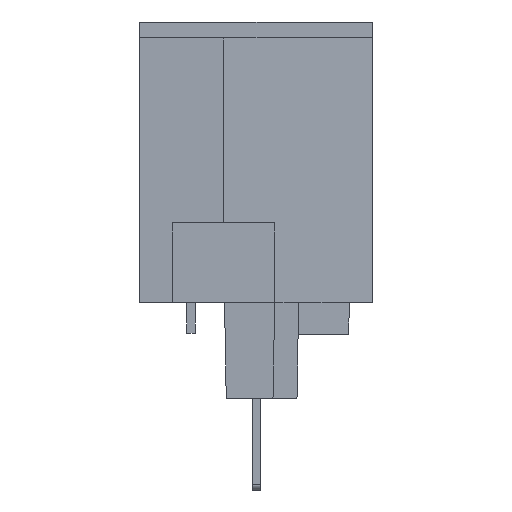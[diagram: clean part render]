
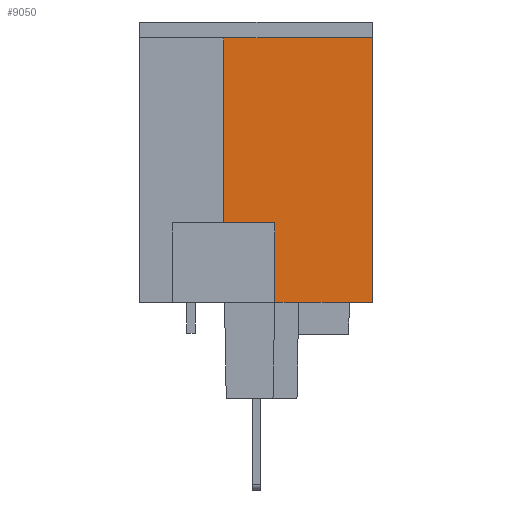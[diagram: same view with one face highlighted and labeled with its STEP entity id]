
A CAD part, left-side view. The second image highlights one B-rep face of the part: STEP entity #9050.
In plain terms, the highlighted face is planar.
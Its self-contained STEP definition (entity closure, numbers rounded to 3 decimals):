
#8420=CARTESIAN_POINT('',(43.111,85.28,
-62.527));
#8430=DIRECTION('',(-0.017,0.,
-1.));
#8440=DIRECTION('',(-1.,0.,
0.017));
#8450=AXIS2_PLACEMENT_3D('',#8420,#8430,#8440);
#8460=PLANE('',#8450);
#8470=CARTESIAN_POINT('',(25.826,78.072,
-62.225));
#8480=DIRECTION('',(0.,1.,0.));
#8490=VECTOR('',#8480,1.);
#8500=LINE('',#8470,#8490);
#8510=CARTESIAN_POINT('',(25.826,74.742,
-62.225));
#8520=VERTEX_POINT('',#8510);
#8530=CARTESIAN_POINT('',(25.826,99.542,
-62.225));
#8540=VERTEX_POINT('',#8530);
#8550=EDGE_CURVE('',#8520,#8540,#8500,.T.);
#8560=ORIENTED_EDGE('',*,*,#8550,.T.);
#8570=CARTESIAN_POINT('',(36.909,74.742,
-62.418));
#8580=DIRECTION('',(1.,0.,-0.017));
#8590=VECTOR('',#8580,1.);
#8600=LINE('',#8570,#8590);
#8610=CARTESIAN_POINT('',(27.984,74.742,
-62.263));
#8620=VERTEX_POINT('',#8610);
#8630=EDGE_CURVE('',#8520,#8620,#8600,.T.);
#8640=ORIENTED_EDGE('',*,*,#8630,.F.);
#8650=CARTESIAN_POINT('',(36.909,74.742,
-62.418));
#8660=DIRECTION('',(1.,0.,-0.017));
#8670=VECTOR('',#8660,1.);
#8680=LINE('',#8650,#8670);
#8690=CARTESIAN_POINT('',(34.976,74.742,
-62.385));
#8700=VERTEX_POINT('',#8690);
#8710=EDGE_CURVE('',#8620,#8700,#8680,.T.);
#8720=ORIENTED_EDGE('',*,*,#8710,.F.);
#8730=CARTESIAN_POINT('',(34.976,78.072,
-62.385));
#8740=DIRECTION('',(0.,-1.,0.));
#8750=VECTOR('',#8740,1.);
#8760=LINE('',#8730,#8750);
#8770=CARTESIAN_POINT('',(34.976,82.192,-62.385));
#8780=VERTEX_POINT('',#8770);
#8790=EDGE_CURVE('',#8780,#8700,#8760,.T.);
#8800=ORIENTED_EDGE('',*,*,#8790,.T.);
#8810=CARTESIAN_POINT('',(36.909,82.192,-62.418));
#8820=DIRECTION('',(1.,0.,-0.017));
#8830=VECTOR('',#8820,1.);
#8840=LINE('',#8810,#8830);
#8850=CARTESIAN_POINT('',(39.751,82.192,-62.468));
#8860=VERTEX_POINT('',#8850);
#8870=EDGE_CURVE('',#8780,#8860,#8840,.T.);
#8880=ORIENTED_EDGE('',*,*,#8870,.F.);
#8890=CARTESIAN_POINT('',(39.751,78.072,
-62.468));
#8900=DIRECTION('',(0.,1.,0.));
#8910=VECTOR('',#8900,1.);
#8920=LINE('',#8890,#8910);
#8930=CARTESIAN_POINT('',(39.751,99.542,
-62.468));
#8940=VERTEX_POINT('',#8930);
#8950=EDGE_CURVE('',#8860,#8940,#8920,.T.);
#8960=ORIENTED_EDGE('',*,*,#8950,.F.);
#8970=CARTESIAN_POINT('',(36.909,99.542,
-62.418));
#8980=DIRECTION('',(1.,0.,
-0.017));
#8990=VECTOR('',#8980,1.);
#9000=LINE('',#8970,#8990);
#9010=EDGE_CURVE('',#8540,#8940,#9000,.T.);
#9020=ORIENTED_EDGE('',*,*,#9010,.T.);
#9030=EDGE_LOOP('',(#9020,#8960,#8880,#8800,#8720,#8640,#8560));
#9040=FACE_OUTER_BOUND('',#9030,.T.);
#9050=ADVANCED_FACE('',(#9040),#8460,.T.);
